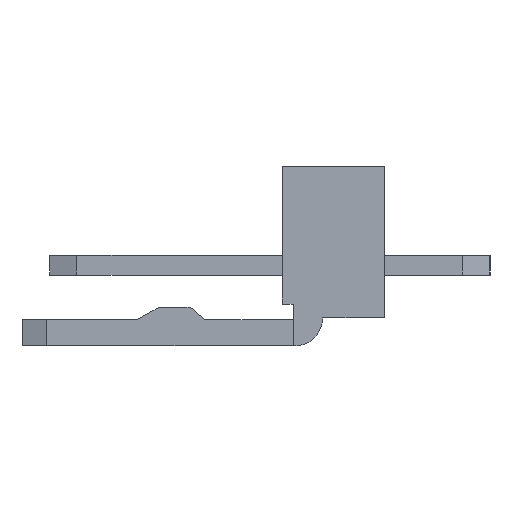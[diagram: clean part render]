
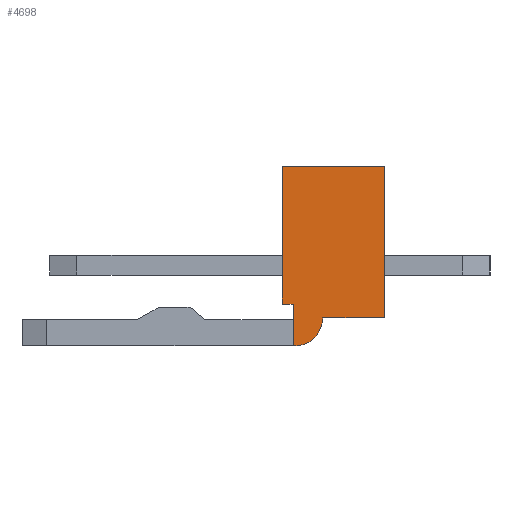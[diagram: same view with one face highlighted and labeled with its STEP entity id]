
A CAD part, left-side view. The second image highlights one B-rep face of the part: STEP entity #4698.
In plain terms, the highlighted planar face has unit normal (-1, 0, 0).
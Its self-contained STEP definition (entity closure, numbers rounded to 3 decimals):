
#1=DIRECTION('',(0.,0.,1.));
#2=VECTOR('',#1,1.35);
#3=CARTESIAN_POINT('',(-18.5,1.3,-2.85));
#4=LINE('',#3,#2);
#5=DIRECTION('',(0.,-1.,0.));
#6=VECTOR('',#5,0.35);
#7=CARTESIAN_POINT('',(-18.5,1.65,-1.5));
#8=LINE('',#7,#6);
#9=DIRECTION('',(0.,0.,1.));
#10=VECTOR('',#9,4.45);
#11=CARTESIAN_POINT('',(-18.5,1.65,-1.5));
#12=LINE('',#11,#10);
#13=DIRECTION('',(0.,-1.,0.));
#14=VECTOR('',#13,3.3);
#15=CARTESIAN_POINT('',(-18.5,1.65,2.95));
#16=LINE('',#15,#14);
#17=DIRECTION('',(0.,0.,-1.));
#18=VECTOR('',#17,4.9);
#19=CARTESIAN_POINT('',(-18.5,-1.65,2.95));
#20=LINE('',#19,#18);
#21=DIRECTION('',(0.,1.,0.));
#22=VECTOR('',#21,2.);
#23=CARTESIAN_POINT('',(-18.5,-1.65,-1.95));
#24=LINE('',#23,#22);
#25=CARTESIAN_POINT('',(-18.5,1.25,-1.95));
#26=DIRECTION('',(1.,0.,0.));
#27=DIRECTION('',(0.,-1.,0.));
#28=AXIS2_PLACEMENT_3D('',#25,#26,#27);
#30=DIRECTION('',(0.,1.,0.));
#31=VECTOR('',#30,0.05);
#32=CARTESIAN_POINT('',(-18.5,1.25,-2.85));
#33=LINE('',#32,#31);
#3507=CARTESIAN_POINT('',(-18.5,1.65,2.95));
#3508=CARTESIAN_POINT('',(-18.5,-1.65,2.95));
#3509=VERTEX_POINT('',#3507);
#3510=VERTEX_POINT('',#3508);
#3511=CARTESIAN_POINT('',(-18.5,-1.65,-1.95));
#3512=VERTEX_POINT('',#3511);
#3513=CARTESIAN_POINT('',(-18.5,0.35,-1.95));
#3514=VERTEX_POINT('',#3513);
#3515=CARTESIAN_POINT('',(-18.5,1.25,-2.85));
#3516=VERTEX_POINT('',#3515);
#4647=CARTESIAN_POINT('',(-18.5,1.3,-2.85));
#4648=CARTESIAN_POINT('',(-18.5,1.3,-1.5));
#4649=VERTEX_POINT('',#4647);
#4650=VERTEX_POINT('',#4648);
#4655=CARTESIAN_POINT('',(-18.5,1.65,-1.5));
#4657=VERTEX_POINT('',#4655);
#4675=CARTESIAN_POINT('',(-18.5,0.,0.));
#4676=DIRECTION('',(1.,0.,0.));
#4677=DIRECTION('',(0.,0.,-1.));
#4678=AXIS2_PLACEMENT_3D('',#4675,#4676,#4677);
#4679=PLANE('',#4678);
#4681=ORIENTED_EDGE('',*,*,#4680,.T.);
#4683=ORIENTED_EDGE('',*,*,#4682,.F.);
#4685=ORIENTED_EDGE('',*,*,#4684,.T.);
#4687=ORIENTED_EDGE('',*,*,#4686,.T.);
#4689=ORIENTED_EDGE('',*,*,#4688,.T.);
#4691=ORIENTED_EDGE('',*,*,#4690,.T.);
#4693=ORIENTED_EDGE('',*,*,#4692,.T.);
#4695=ORIENTED_EDGE('',*,*,#4694,.T.);
#4696=EDGE_LOOP('',(#4681,#4683,#4685,#4687,#4689,#4691,#4693,#4695));
#4697=FACE_OUTER_BOUND('',#4696,.F.);
#4698=ADVANCED_FACE('',(#4697),#4679,.F.);
#29=CIRCLE('',#28,0.9);
#4680=EDGE_CURVE('',#4649,#4650,#4,.T.);
#4682=EDGE_CURVE('',#4657,#4650,#8,.T.);
#4684=EDGE_CURVE('',#4657,#3509,#12,.T.);
#4686=EDGE_CURVE('',#3509,#3510,#16,.T.);
#4688=EDGE_CURVE('',#3510,#3512,#20,.T.);
#4690=EDGE_CURVE('',#3512,#3514,#24,.T.);
#4692=EDGE_CURVE('',#3514,#3516,#29,.T.);
#4694=EDGE_CURVE('',#3516,#4649,#33,.T.);
